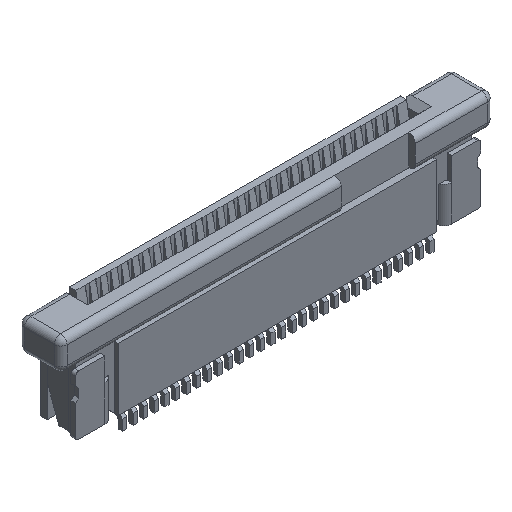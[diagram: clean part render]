
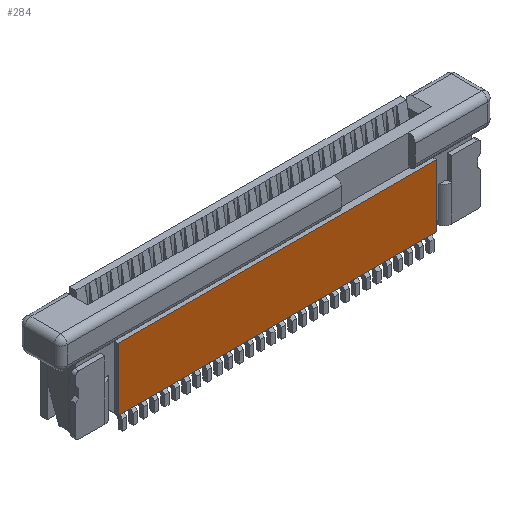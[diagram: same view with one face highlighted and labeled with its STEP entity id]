
A CAD part, isometric view. The second image highlights one B-rep face of the part: STEP entity #284.
In plain terms, the highlighted planar face has unit normal (0, -1, 0).
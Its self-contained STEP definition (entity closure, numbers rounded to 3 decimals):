
#284 = ADVANCED_FACE ( 'NONE', ( #28091 ), #39125, .F. ) ;
#4983 = VERTEX_POINT ( 'NONE', #5025 ) ;
#5025 = CARTESIAN_POINT ( 'NONE',  ( -7.5, 0.05, -1.85 ) ) ;
#5101 = LINE ( 'NONE', #42530, #31710 ) ;
#5189 = EDGE_CURVE ( 'NONE', #4983, #6051, #40980, .T. ) ;
#5231 = LINE ( 'NONE', #40128, #32984 ) ;
#5891 = ORIENTED_EDGE ( 'NONE', *, *, #37656, .T. ) ;
#6051 = VERTEX_POINT ( 'NONE', #19815 ) ;
#6448 = VECTOR ( 'NONE', #39489, 1000. ) ;
#8014 = ORIENTED_EDGE ( 'NONE', *, *, #34723, .F. ) ;
#10143 = DIRECTION ( 'NONE',  ( 0., 1., 0. ) ) ;
#12505 = CARTESIAN_POINT ( 'NONE',  ( 7.5, 0.05, -1.85 ) ) ;
#13715 = CARTESIAN_POINT ( 'NONE',  ( 7.5, 0.05, -1.85 ) ) ;
#14685 = DIRECTION ( 'NONE',  ( 0., 0., 1. ) ) ;
#16692 = ORIENTED_EDGE ( 'NONE', *, *, #31109, .F. ) ;
#16932 = DIRECTION ( 'NONE',  ( -1., 0., 0. ) ) ;
#17099 = VERTEX_POINT ( 'NONE', #39172 ) ;
#17919 = DIRECTION ( 'NONE',  ( -1., 0., 0. ) ) ;
#19815 = CARTESIAN_POINT ( 'NONE',  ( 7.5, 0.05, -1.85 ) ) ;
#23135 = EDGE_LOOP ( 'NONE', ( #5891, #16692, #41309, #8014 ) ) ;
#28091 = FACE_OUTER_BOUND ( 'NONE', #23135, .T. ) ;
#31109 = EDGE_CURVE ( 'NONE', #4983, #17099, #5231, .T. ) ;
#31710 = VECTOR ( 'NONE', #16932, 1000. ) ;
#32984 = VECTOR ( 'NONE', #14685, 1000. ) ;
#34336 = VECTOR ( 'NONE', #41445, 1000. ) ;
#34723 = EDGE_CURVE ( 'NONE', #42748, #6051, #46223, .T. ) ;
#35651 = CARTESIAN_POINT ( 'NONE',  ( 0., 0.05, 0. ) ) ;
#37656 = EDGE_CURVE ( 'NONE', #42748, #17099, #5101, .T. ) ;
#39125 = PLANE ( 'NONE',  #40255 ) ;
#39172 = CARTESIAN_POINT ( 'NONE',  ( -7.5, 0.05, 1.1 ) ) ;
#39489 = DIRECTION ( 'NONE',  ( 1., 0., 0. ) ) ;
#40128 = CARTESIAN_POINT ( 'NONE',  ( -7.5, 0.05, -1.85 ) ) ;
#40255 = AXIS2_PLACEMENT_3D ( 'NONE', #35651, #10143, #17919 ) ;
#40980 = LINE ( 'NONE', #13715, #6448 ) ;
#41309 = ORIENTED_EDGE ( 'NONE', *, *, #5189, .T. ) ;
#41445 = DIRECTION ( 'NONE',  ( 0., 0., -1. ) ) ;
#42530 = CARTESIAN_POINT ( 'NONE',  ( -7.8, 0.05, 1.1 ) ) ;
#42748 = VERTEX_POINT ( 'NONE', #43388 ) ;
#43388 = CARTESIAN_POINT ( 'NONE',  ( 7.5, 0.05, 1.1 ) ) ;
#46223 = LINE ( 'NONE', #12505, #34336 ) ;
